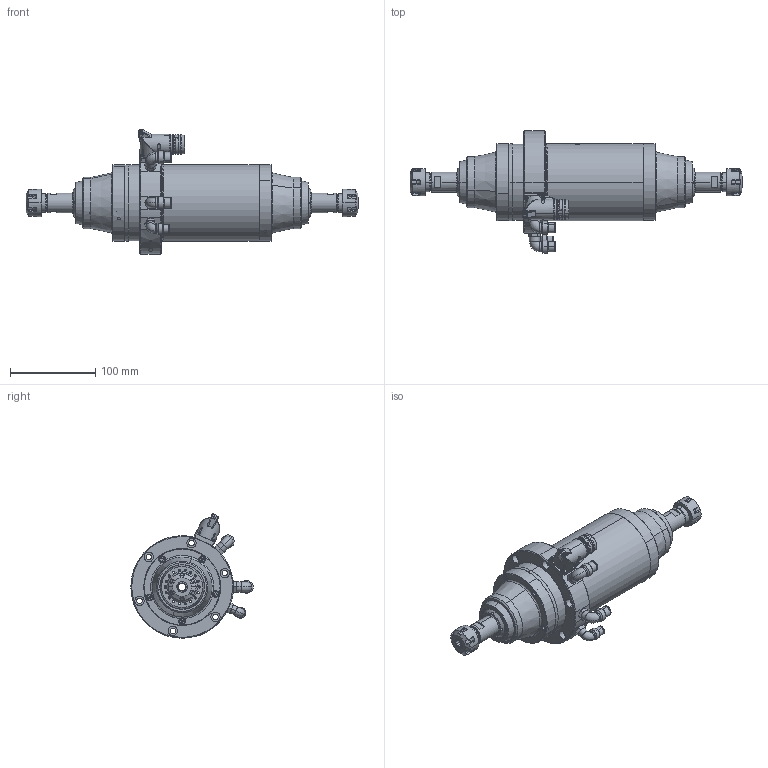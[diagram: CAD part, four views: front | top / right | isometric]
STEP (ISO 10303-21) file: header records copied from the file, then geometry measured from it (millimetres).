
FILE_DESCRIPTION (( 'STEP AP203' ), '1' );
FILE_NAME ('090S24FPS-02E.STEP', '2014-01-23T11:55:00', ( '' ), ( '' ), 'SwSTEP 2.0', 'SolidWorks 2012', '' );
FILE_SCHEMA (( 'CONFIG_CONTROL_DESIGN' ));
Length unit declared in the file: millimetre
Products named in the file (1): 090S24FPS-02E
Bounding box: 388.52 x 143 x 145.65 mm (x, y, z)
Surface area: 141429.2 mm2 (no closed solid volume)
Topology: 0 solids, 44 shells, 832 faces, 2650 edges, 1842 vertices
Faces by surface type: cylinder 340, plane 257, cone 106, torus 92, bspline 35, sphere 2
Entity records: 36018 total; most frequent: CARTESIAN_POINT 12969, DIRECTION 4838, ORIENTED_EDGE 4402, EDGE_CURVE 2640, AXIS2_PLACEMENT_3D 1877, VERTEX_POINT 1842, VECTOR 1084, LINE 1084
